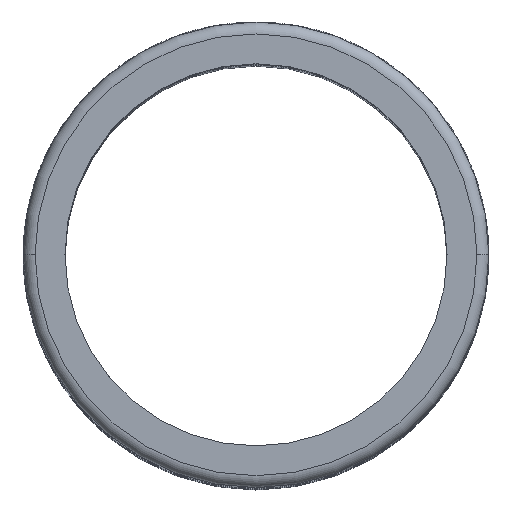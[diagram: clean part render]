
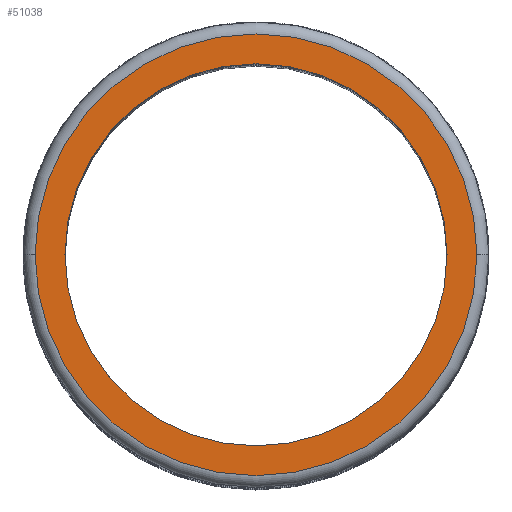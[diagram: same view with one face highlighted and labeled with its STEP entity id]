
A CAD part, top view. The second image highlights one B-rep face of the part: STEP entity #51038.
In plain terms, the highlighted planar face has unit normal (0, 0, 1).
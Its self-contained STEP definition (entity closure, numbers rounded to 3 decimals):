
#1773 = DIRECTION ( 'NONE',  ( 1., 0., 0. ) ) ;
#3143 = CARTESIAN_POINT ( 'NONE',  ( 16., 0., 0. ) ) ;
#3262 = CIRCLE ( 'NONE', #57740, 16. ) ;
#5022 = FACE_OUTER_BOUND ( 'NONE', #56718, .T. ) ;
#5533 = ORIENTED_EDGE ( 'NONE', *, *, #47657, .T. ) ;
#6104 = CARTESIAN_POINT ( 'NONE',  ( 0., 0., 0. ) ) ;
#6443 = ORIENTED_EDGE ( 'NONE', *, *, #59724, .F. ) ;
#7123 = DIRECTION ( 'NONE',  ( 0., 0., 1. ) ) ;
#7317 = CARTESIAN_POINT ( 'NONE',  ( 0., 0., 0. ) ) ;
#7512 = DIRECTION ( 'NONE',  ( 1., 0., 0. ) ) ;
#7917 = CARTESIAN_POINT ( 'NONE',  ( 18.5, 0., 0. ) ) ;
#8502 = DIRECTION ( 'NONE',  ( 0., 0., 1. ) ) ;
#11145 = AXIS2_PLACEMENT_3D ( 'NONE', #7317, #7123, #7512 ) ;
#13656 = DIRECTION ( 'NONE',  ( 1., 0., 0. ) ) ;
#14809 = EDGE_CURVE ( 'NONE', #19109, #16361, #44010, .T. ) ;
#16041 = CARTESIAN_POINT ( 'NONE',  ( 0., 0., 0. ) ) ;
#16361 = VERTEX_POINT ( 'NONE', #7917 ) ;
#17335 = PLANE ( 'NONE',  #27462 ) ;
#19109 = VERTEX_POINT ( 'NONE', #26876 ) ;
#21735 = EDGE_CURVE ( 'NONE', #25848, #54996, #53596, .T. ) ;
#22985 = CARTESIAN_POINT ( 'NONE',  ( 0., 0., 0. ) ) ;
#24758 = DIRECTION ( 'NONE',  ( 0., 0., 1. ) ) ;
#25848 = VERTEX_POINT ( 'NONE', #33054 ) ;
#26483 = DIRECTION ( 'NONE',  ( 1., 0., 0. ) ) ;
#26876 = CARTESIAN_POINT ( 'NONE',  ( -18.5, 0., 0. ) ) ;
#27462 = AXIS2_PLACEMENT_3D ( 'NONE', #22985, #35912, #13656 ) ;
#31895 = ORIENTED_EDGE ( 'NONE', *, *, #14809, .T. ) ;
#32762 = EDGE_LOOP ( 'NONE', ( #6443, #38247 ) ) ;
#33054 = CARTESIAN_POINT ( 'NONE',  ( -16., 0., 0. ) ) ;
#35912 = DIRECTION ( 'NONE',  ( 0., 0., 1. ) ) ;
#38247 = ORIENTED_EDGE ( 'NONE', *, *, #21735, .F. ) ;
#38856 = AXIS2_PLACEMENT_3D ( 'NONE', #6104, #48035, #52640 ) ;
#44010 = CIRCLE ( 'NONE', #11145, 18.5 ) ;
#47657 = EDGE_CURVE ( 'NONE', #16361, #19109, #54130, .T. ) ;
#48035 = DIRECTION ( 'NONE',  ( 0., 0., 1. ) ) ;
#51038 = ADVANCED_FACE ( 'NONE', ( #5022, #52641 ), #17335, .T. ) ;
#52640 = DIRECTION ( 'NONE',  ( 1., 0., 0. ) ) ;
#52641 = FACE_BOUND ( 'NONE', #32762, .T. ) ;
#53596 = CIRCLE ( 'NONE', #56099, 16. ) ;
#54070 = CARTESIAN_POINT ( 'NONE',  ( 0., 0., 0. ) ) ;
#54130 = CIRCLE ( 'NONE', #38856, 18.5 ) ;
#54996 = VERTEX_POINT ( 'NONE', #3143 ) ;
#56099 = AXIS2_PLACEMENT_3D ( 'NONE', #54070, #8502, #26483 ) ;
#56718 = EDGE_LOOP ( 'NONE', ( #5533, #31895 ) ) ;
#57740 = AXIS2_PLACEMENT_3D ( 'NONE', #16041, #24758, #1773 ) ;
#59724 = EDGE_CURVE ( 'NONE', #54996, #25848, #3262, .T. ) ;
